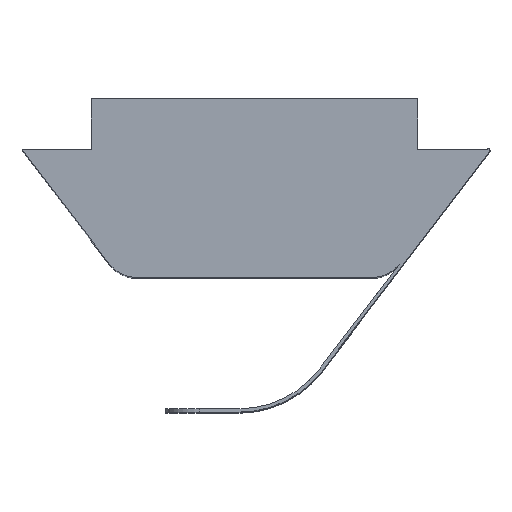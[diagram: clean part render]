
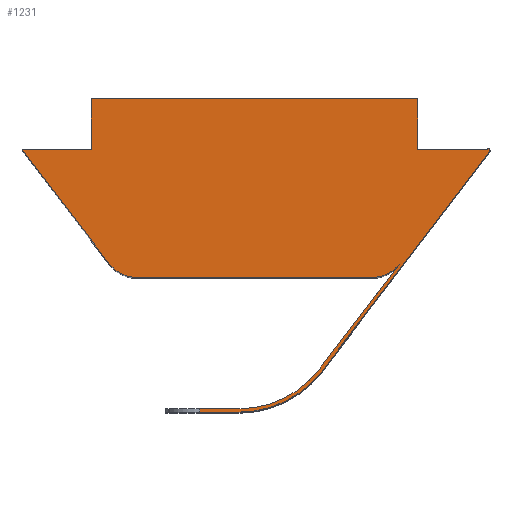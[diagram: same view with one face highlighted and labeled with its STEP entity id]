
A CAD part, top view. The second image highlights one B-rep face of the part: STEP entity #1231.
In plain terms, the highlighted planar face has unit normal (0, 0, 1).
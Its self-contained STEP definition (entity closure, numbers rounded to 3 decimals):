
#1 = CARTESIAN_POINT ( 'NONE',  ( -6.9, 3.8, 10. ) ) ;
#3 = ORIENTED_EDGE ( 'NONE', *, *, #535, .T. ) ;
#4 = EDGE_CURVE ( 'NONE', #539, #16, #464, .T. ) ;
#16 = VERTEX_POINT ( 'NONE', #523 ) ;
#27 = EDGE_CURVE ( 'NONE', #696, #40, #417, .T. ) ;
#31 = CARTESIAN_POINT ( 'NONE',  ( 3.505, 0., 10. ) ) ;
#35 = DIRECTION ( 'NONE',  ( 0., 0., 1. ) ) ;
#39 = CARTESIAN_POINT ( 'NONE',  ( -1.63, -4., 10. ) ) ;
#40 = VERTEX_POINT ( 'NONE', #39 ) ;
#43 = CARTESIAN_POINT ( 'NONE',  ( 1.924, -2.72, 10. ) ) ;
#65 = ORIENTED_EDGE ( 'NONE', *, *, #4, .T. ) ;
#66 = EDGE_CURVE ( 'NONE', #231, #317, #607, .T. ) ;
#67 = EDGE_CURVE ( 'NONE', #725, #231, #1149, .T. ) ;
#73 = VERTEX_POINT ( 'NONE', #358 ) ;
#76 = LINE ( 'NONE', #474, #318 ) ;
#112 = VECTOR ( 'NONE', #322, 1000. ) ;
#117 = ORIENTED_EDGE ( 'NONE', *, *, #462, .T. ) ;
#125 = CARTESIAN_POINT ( 'NONE',  ( -0.461, -4., 10. ) ) ;
#129 = EDGE_CURVE ( 'NONE', #404, #804, #460, .T. ) ;
#141 = DIRECTION ( 'NONE',  ( 0., 0., -1. ) ) ;
#148 = DIRECTION ( 'NONE',  ( 0., -1., 0. ) ) ;
#170 = DIRECTION ( 'NONE',  ( 0.607, -0.795, 0. ) ) ;
#185 = ORIENTED_EDGE ( 'NONE', *, *, #66, .T. ) ;
#200 = CARTESIAN_POINT ( 'NONE',  ( -4.3, 0.393, 10. ) ) ;
#229 = EDGE_CURVE ( 'NONE', #16, #810, #621, .T. ) ;
#231 = VERTEX_POINT ( 'NONE', #43 ) ;
#236 = AXIS2_PLACEMENT_3D ( 'NONE', #1102, #312, #1182 ) ;
#245 = DIRECTION ( 'NONE',  ( 1., 0., 0. ) ) ;
#254 = VERTEX_POINT ( 'NONE', #1217 ) ;
#255 = DIRECTION ( 'NONE',  ( 0., 0., 1. ) ) ;
#266 = DIRECTION ( 'NONE',  ( 1., 0., 0. ) ) ;
#273 = LINE ( 'NONE', #1256, #721 ) ;
#274 = DIRECTION ( 'NONE',  ( 0.607, 0.795, 0. ) ) ;
#299 = VECTOR ( 'NONE', #406, 1000. ) ;
#307 = CARTESIAN_POINT ( 'NONE',  ( 6.9, 3.8, 10. ) ) ;
#312 = DIRECTION ( 'NONE',  ( 0., 0., 1. ) ) ;
#316 = VECTOR ( 'NONE', #423, 1000. ) ;
#317 = VERTEX_POINT ( 'NONE', #568 ) ;
#318 = VECTOR ( 'NONE', #961, 1000. ) ;
#322 = DIRECTION ( 'NONE',  ( -1., 0., 0. ) ) ;
#355 = LINE ( 'NONE', #1210, #112 ) ;
#358 = CARTESIAN_POINT ( 'NONE',  ( 2.004, -2.781, 10. ) ) ;
#360 = ORIENTED_EDGE ( 'NONE', *, *, #991, .T. ) ;
#366 = DIRECTION ( 'NONE',  ( -0.607, -0.795, 0. ) ) ;
#372 = VERTEX_POINT ( 'NONE', #1153 ) ;
#381 = VECTOR ( 'NONE', #274, 1000. ) ;
#394 = CARTESIAN_POINT ( 'NONE',  ( 4.85, 5.3, 10. ) ) ;
#401 = ORIENTED_EDGE ( 'NONE', *, *, #906, .T. ) ;
#402 = AXIS2_PLACEMENT_3D ( 'NONE', #1160, #680, #1065 ) ;
#404 = VERTEX_POINT ( 'NONE', #686 ) ;
#406 = DIRECTION ( 'NONE',  ( -1., 0., 0. ) ) ;
#407 = ORIENTED_EDGE ( 'NONE', *, *, #67, .T. ) ;
#409 = DIRECTION ( 'NONE',  ( -1., 0., 0. ) ) ;
#417 = LINE ( 'NONE', #1129, #546 ) ;
#418 = VECTOR ( 'NONE', #366, 1000. ) ;
#422 = CIRCLE ( 'NONE', #1219, 3.1 ) ;
#423 = DIRECTION ( 'NONE',  ( 0., 1., 0. ) ) ;
#428 = EDGE_CURVE ( 'NONE', #1186, #539, #273, .T. ) ;
#439 = DIRECTION ( 'NONE',  ( -1., 0., 0. ) ) ;
#441 = ORIENTED_EDGE ( 'NONE', *, *, #735, .T. ) ;
#444 = CARTESIAN_POINT ( 'NONE',  ( -1.63, -3.9, 10. ) ) ;
#452 = CARTESIAN_POINT ( 'NONE',  ( 3.505, 0., 10. ) ) ;
#460 = LINE ( 'NONE', #1259, #1071 ) ;
#462 = EDGE_CURVE ( 'NONE', #477, #984, #700, .T. ) ;
#464 = CIRCLE ( 'NONE', #1006, 1. ) ;
#474 = CARTESIAN_POINT ( 'NONE',  ( -0.461, -4., 10. ) ) ;
#477 = VERTEX_POINT ( 'NONE', #718 ) ;
#481 = CARTESIAN_POINT ( 'NONE',  ( -4.85, 3.8, 10. ) ) ;
#493 = ORIENTED_EDGE ( 'NONE', *, *, #883, .T. ) ;
#505 = CARTESIAN_POINT ( 'NONE',  ( 6.99, 3.77, 10. ) ) ;
#523 = CARTESIAN_POINT ( 'NONE',  ( -3.505, 0., 10. ) ) ;
#533 = ORIENTED_EDGE ( 'NONE', *, *, #1248, .T. ) ;
#535 = EDGE_CURVE ( 'NONE', #254, #372, #1108, .T. ) ;
#539 = VERTEX_POINT ( 'NONE', #200 ) ;
#540 = LINE ( 'NONE', #818, #316 ) ;
#546 = VECTOR ( 'NONE', #148, 1000. ) ;
#548 = CARTESIAN_POINT ( 'NONE',  ( -0.461, -0.9, 10. ) ) ;
#568 = CARTESIAN_POINT ( 'NONE',  ( -0.461, -3.9, 10. ) ) ;
#595 = ORIENTED_EDGE ( 'NONE', *, *, #1159, .T. ) ;
#607 = CIRCLE ( 'NONE', #633, 3. ) ;
#617 = LINE ( 'NONE', #1104, #299 ) ;
#621 = LINE ( 'NONE', #31, #944 ) ;
#629 = CARTESIAN_POINT ( 'NONE',  ( 6.94, 3.77, 10. ) ) ;
#633 = AXIS2_PLACEMENT_3D ( 'NONE', #641, #141, #266 ) ;
#637 = AXIS2_PLACEMENT_3D ( 'NONE', #629, #1154, #439 ) ;
#641 = CARTESIAN_POINT ( 'NONE',  ( -0.461, -0.9, 10. ) ) ;
#679 = AXIS2_PLACEMENT_3D ( 'NONE', #1119, #35, #831 ) ;
#680 = DIRECTION ( 'NONE',  ( 0., 0., 1. ) ) ;
#683 = EDGE_CURVE ( 'NONE', #372, #888, #540, .T. ) ;
#686 = CARTESIAN_POINT ( 'NONE',  ( -4.85, 5.3, 10. ) ) ;
#688 = LINE ( 'NONE', #1, #967 ) ;
#696 = VERTEX_POINT ( 'NONE', #444 ) ;
#700 = CIRCLE ( 'NONE', #236, 0.05 ) ;
#715 = VERTEX_POINT ( 'NONE', #125 ) ;
#716 = ORIENTED_EDGE ( 'NONE', *, *, #428, .T. ) ;
#718 = CARTESIAN_POINT ( 'NONE',  ( 6.979, 3.739, 10. ) ) ;
#721 = VECTOR ( 'NONE', #170, 1000. ) ;
#725 = VERTEX_POINT ( 'NONE', #727 ) ;
#727 = CARTESIAN_POINT ( 'NONE',  ( 4.3, 0.393, 10. ) ) ;
#735 = EDGE_CURVE ( 'NONE', #810, #725, #1260, .T. ) ;
#736 = CARTESIAN_POINT ( 'NONE',  ( -3.505, 1., 10. ) ) ;
#778 = VECTOR ( 'NONE', #409, 1000. ) ;
#785 = EDGE_CURVE ( 'NONE', #715, #73, #422, .T. ) ;
#804 = VERTEX_POINT ( 'NONE', #481 ) ;
#810 = VERTEX_POINT ( 'NONE', #452 ) ;
#816 = ORIENTED_EDGE ( 'NONE', *, *, #129, .T. ) ;
#818 = CARTESIAN_POINT ( 'NONE',  ( 4.85, 3.8, 10. ) ) ;
#831 = DIRECTION ( 'NONE',  ( 1., 0., 0. ) ) ;
#841 = DIRECTION ( 'NONE',  ( -1., 0., 0. ) ) ;
#849 = EDGE_LOOP ( 'NONE', ( #360, #872, #533, #1172, #595, #117, #1222, #3, #1087, #401, #816, #493, #716, #65, #1062, #441, #407, #185 ) ) ;
#864 = LINE ( 'NONE', #1271, #381 ) ;
#872 = ORIENTED_EDGE ( 'NONE', *, *, #27, .T. ) ;
#883 = EDGE_CURVE ( 'NONE', #804, #1186, #688, .T. ) ;
#888 = VERTEX_POINT ( 'NONE', #394 ) ;
#906 = EDGE_CURVE ( 'NONE', #888, #404, #355, .T. ) ;
#930 = DIRECTION ( 'NONE',  ( 0., 0., 1. ) ) ;
#944 = VECTOR ( 'NONE', #245, 1000. ) ;
#961 = DIRECTION ( 'NONE',  ( 1., 0., 0. ) ) ;
#967 = VECTOR ( 'NONE', #1086, 1000. ) ;
#984 = VERTEX_POINT ( 'NONE', #505 ) ;
#991 = EDGE_CURVE ( 'NONE', #317, #696, #617, .T. ) ;
#1006 = AXIS2_PLACEMENT_3D ( 'NONE', #736, #930, #841 ) ;
#1062 = ORIENTED_EDGE ( 'NONE', *, *, #229, .T. ) ;
#1065 = DIRECTION ( 'NONE',  ( 1., 0., 0. ) ) ;
#1070 = PLANE ( 'NONE',  #402 ) ;
#1071 = VECTOR ( 'NONE', #1161, 1000. ) ;
#1077 = EDGE_CURVE ( 'NONE', #984, #254, #1196, .T. ) ;
#1086 = DIRECTION ( 'NONE',  ( -1., 0., 0. ) ) ;
#1087 = ORIENTED_EDGE ( 'NONE', *, *, #683, .T. ) ;
#1102 = CARTESIAN_POINT ( 'NONE',  ( 6.94, 3.77, 10. ) ) ;
#1104 = CARTESIAN_POINT ( 'NONE',  ( -0.461, -3.9, 10. ) ) ;
#1108 = LINE ( 'NONE', #307, #778 ) ;
#1119 = CARTESIAN_POINT ( 'NONE',  ( 3.505, 1., 10. ) ) ;
#1129 = CARTESIAN_POINT ( 'NONE',  ( -1.63, -4., 10. ) ) ;
#1149 = LINE ( 'NONE', #1155, #418 ) ;
#1153 = CARTESIAN_POINT ( 'NONE',  ( 4.85, 3.8, 10. ) ) ;
#1154 = DIRECTION ( 'NONE',  ( 0., 0., 1. ) ) ;
#1155 = CARTESIAN_POINT ( 'NONE',  ( 6.9, 3.8, 10. ) ) ;
#1159 = EDGE_CURVE ( 'NONE', #73, #477, #864, .T. ) ;
#1160 = CARTESIAN_POINT ( 'NONE',  ( 3.505, 1., 10. ) ) ;
#1161 = DIRECTION ( 'NONE',  ( 0., -1., 0. ) ) ;
#1171 = DIRECTION ( 'NONE',  ( 1., 0., 0. ) ) ;
#1172 = ORIENTED_EDGE ( 'NONE', *, *, #785, .T. ) ;
#1177 = FACE_OUTER_BOUND ( 'NONE', #849, .T. ) ;
#1182 = DIRECTION ( 'NONE',  ( -1., 0., 0. ) ) ;
#1186 = VERTEX_POINT ( 'NONE', #1257 ) ;
#1196 = CIRCLE ( 'NONE', #637, 0.05 ) ;
#1210 = CARTESIAN_POINT ( 'NONE',  ( -4.85, 5.3, 10. ) ) ;
#1217 = CARTESIAN_POINT ( 'NONE',  ( 6.9, 3.8, 10. ) ) ;
#1219 = AXIS2_PLACEMENT_3D ( 'NONE', #548, #255, #1171 ) ;
#1222 = ORIENTED_EDGE ( 'NONE', *, *, #1077, .T. ) ;
#1231 = ADVANCED_FACE ( 'NONE', ( #1177 ), #1070, .T. ) ;
#1248 = EDGE_CURVE ( 'NONE', #40, #715, #76, .T. ) ;
#1256 = CARTESIAN_POINT ( 'NONE',  ( -4.3, 0.393, 10. ) ) ;
#1257 = CARTESIAN_POINT ( 'NONE',  ( -6.9, 3.8, 10. ) ) ;
#1259 = CARTESIAN_POINT ( 'NONE',  ( -4.85, 3.8, 10. ) ) ;
#1260 = CIRCLE ( 'NONE', #679, 1. ) ;
#1271 = CARTESIAN_POINT ( 'NONE',  ( 6.979, 3.739, 10. ) ) ;
